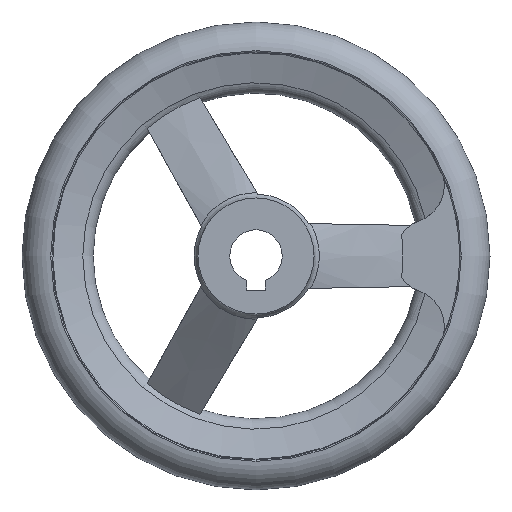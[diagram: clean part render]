
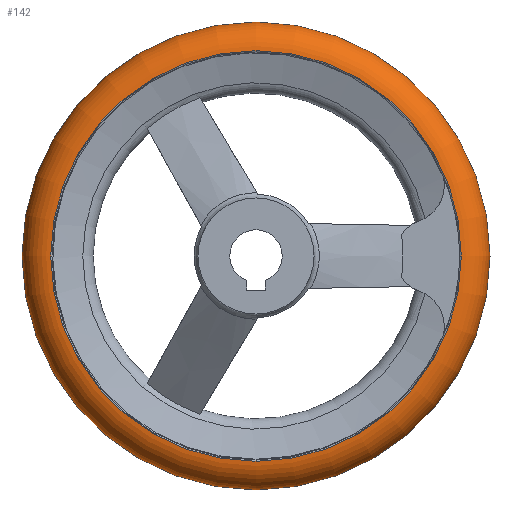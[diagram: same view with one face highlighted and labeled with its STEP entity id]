
A CAD part, front view. The second image highlights one B-rep face of the part: STEP entity #142.
In plain terms, the highlighted toroidal (fillet/blend) face has major radius 54.5 mm and minor radius 8 mm.
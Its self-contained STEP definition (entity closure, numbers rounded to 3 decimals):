
#142 = ADVANCED_FACE( '', ( #306, #307, #308 ), #309, .T. );
#306 = FACE_BOUND( '', #519, .T. );
#307 = FACE_OUTER_BOUND( '', #520, .T. );
#308 = FACE_OUTER_BOUND( '', #521, .T. );
#309 = TOROIDAL_SURFACE( '', #522, 54.5, 8. );
#519 = VERTEX_LOOP( '', #885 );
#520 = EDGE_LOOP( '', ( #886 ) );
#521 = EDGE_LOOP( '', ( #887 ) );
#522 = AXIS2_PLACEMENT_3D( '', #888, #889, #890 );
#885 = VERTEX_POINT( '', #1170 );
#886 = ORIENTED_EDGE( '', *, *, #1149, .T. );
#887 = ORIENTED_EDGE( '', *, *, #1160, .F. );
#888 = CARTESIAN_POINT( '', ( 0., 28., 0. ) );
#889 = DIRECTION( '', ( 0., -1., 0. ) );
#890 = DIRECTION( '', ( 0., 0., -1. ) );
#1149 = EDGE_CURVE( '', #1402, #1402, #1403, .T. );
#1160 = EDGE_CURVE( '', #1416, #1416, #1417, .T. );
#1170 = CARTESIAN_POINT( '', ( 0., 28., -62.5 ) );
#1402 = VERTEX_POINT( '', #2016 );
#1403 = CIRCLE( '', #2017, 54.833 );
#1416 = VERTEX_POINT( '', #2045 );
#1417 = CIRCLE( '', #2046, 54.833 );
#2016 = CARTESIAN_POINT( '', ( 0., 35.993, -54.833 ) );
#2017 = AXIS2_PLACEMENT_3D( '', #2281, #2282, #2283 );
#2045 = CARTESIAN_POINT( '', ( 0., 20.007, -54.833 ) );
#2046 = AXIS2_PLACEMENT_3D( '', #2294, #2295, #2296 );
#2281 = CARTESIAN_POINT( '', ( 0., 35.993, 0. ) );
#2282 = DIRECTION( '', ( 0., -1., 0. ) );
#2283 = DIRECTION( '', ( 0., 0., -1. ) );
#2294 = CARTESIAN_POINT( '', ( 0., 20.007, 0. ) );
#2295 = DIRECTION( '', ( 0., -1., 0. ) );
#2296 = DIRECTION( '', ( 0., 0., -1. ) );
